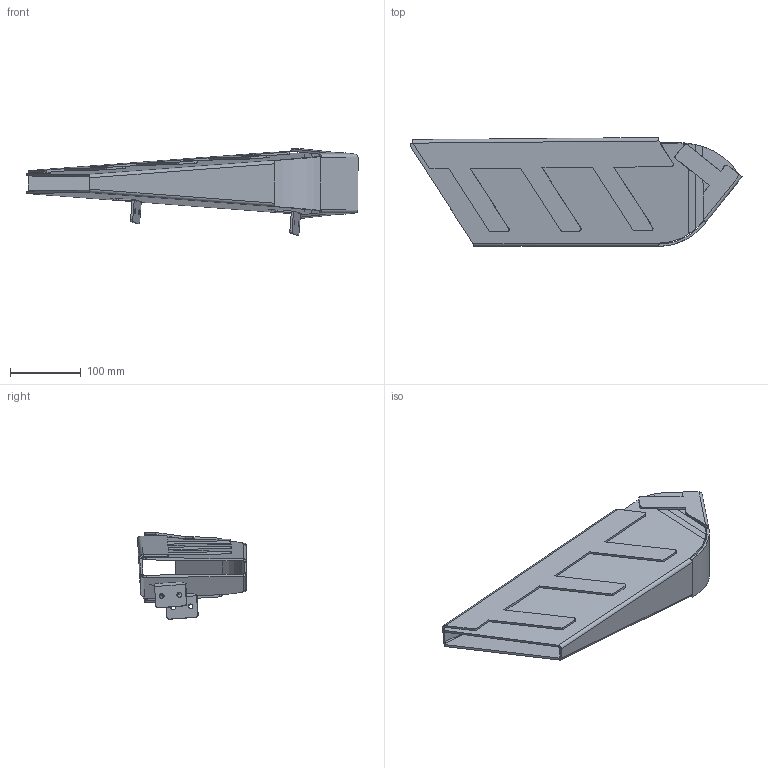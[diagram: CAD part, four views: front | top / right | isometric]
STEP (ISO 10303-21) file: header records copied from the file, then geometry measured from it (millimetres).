
FILE_DESCRIPTION (( 'STEP AP214' ), '1' );
FILE_NAME ('am-4303 Tower Goal Return Rack.STEP', '2020-09-22T17:22:01', ( '' ), ( '' ), 'SwSTEP 2.0', 'SolidWorks 2019', '' );
FILE_SCHEMA (( 'AUTOMOTIVE_DESIGN' ));
Length unit declared in the file: inch
Products named in the file (2): am-4303 Tower Goal Return Rack
Bounding box: 467.72 x 153.38 x 121.96 mm (x, y, z)
Volume: 570956.8 mm3; surface area: 371553.4 mm2
Topology: 1 solids, 1 shells, 195 faces, 491 edges, 298 vertices
Faces by surface type: plane 104, cylinder 73, bspline 18
Entity records: 6749 total; most frequent: CARTESIAN_POINT 2115, ORIENTED_EDGE 982, DIRECTION 899, EDGE_CURVE 491, LINE 329, VECTOR 329, VERTEX_POINT 298, AXIS2_PLACEMENT_3D 285
